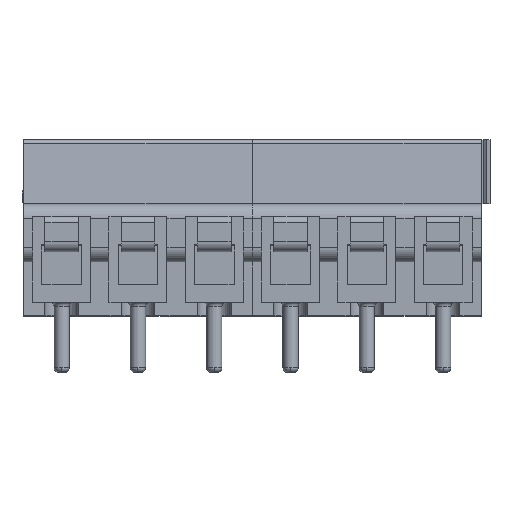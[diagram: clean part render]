
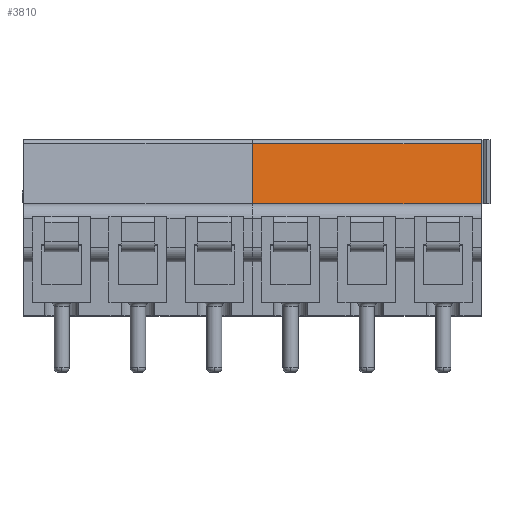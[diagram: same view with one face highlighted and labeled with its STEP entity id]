
A CAD part, top view. The second image highlights one B-rep face of the part: STEP entity #3810.
In plain terms, the highlighted planar face has unit normal (0, 0.122, 0.993).
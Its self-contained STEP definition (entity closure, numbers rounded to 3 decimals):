
#14 = VECTOR ( 'NONE', #5123, 1000. ) ;
#364 = LINE ( 'NONE', #6499, #6369 ) ;
#1400 = ORIENTED_EDGE ( 'NONE', *, *, #8746, .T. ) ;
#1418 = CARTESIAN_POINT ( 'NONE',  ( 15., 7.35, -0.75 ) ) ;
#1472 = DIRECTION ( 'NONE',  ( 0., -0.122, -0.993 ) ) ;
#2009 = LINE ( 'NONE', #6839, #5118 ) ;
#2136 = VERTEX_POINT ( 'NONE', #8235 ) ;
#2275 = PLANE ( 'NONE',  #6066 ) ;
#2405 = CARTESIAN_POINT ( 'NONE',  ( 15., 11.287, -1.233 ) ) ;
#3414 = DIRECTION ( 'NONE',  ( 0., 0.993, -0.122 ) ) ;
#3774 = VECTOR ( 'NONE', #3968, 1000. ) ;
#3810 = ADVANCED_FACE ( 'NONE', ( #6251 ), #2275, .F. ) ;
#3873 = EDGE_CURVE ( 'NONE', #3974, #7984, #364, .T. ) ;
#3903 = CARTESIAN_POINT ( 'NONE',  ( 0., 11.287, -1.233 ) ) ;
#3968 = DIRECTION ( 'NONE',  ( -1., 0., 0. ) ) ;
#3974 = VERTEX_POINT ( 'NONE', #2405 ) ;
#4316 = DIRECTION ( 'NONE',  ( 0., 0.993, -0.122 ) ) ;
#4492 = CARTESIAN_POINT ( 'NONE',  ( 0., 7.35, -0.75 ) ) ;
#4584 = EDGE_CURVE ( 'NONE', #3974, #2136, #7118, .T. ) ;
#4758 = ORIENTED_EDGE ( 'NONE', *, *, #3873, .F. ) ;
#5118 = VECTOR ( 'NONE', #3414, 1000. ) ;
#5123 = DIRECTION ( 'NONE',  ( 1., 0., 0. ) ) ;
#5171 = ORIENTED_EDGE ( 'NONE', *, *, #4584, .T. ) ;
#5794 = VERTEX_POINT ( 'NONE', #4492 ) ;
#6065 = LINE ( 'NONE', #8607, #14 ) ;
#6066 = AXIS2_PLACEMENT_3D ( 'NONE', #7819, #1472, #4316 ) ;
#6251 = FACE_OUTER_BOUND ( 'NONE', #7869, .T. ) ;
#6369 = VECTOR ( 'NONE', #7876, 1000. ) ;
#6499 = CARTESIAN_POINT ( 'NONE',  ( 15., 12.395, -1.369 ) ) ;
#6839 = CARTESIAN_POINT ( 'NONE',  ( 0., 11.55, -1.266 ) ) ;
#7118 = LINE ( 'NONE', #3903, #3774 ) ;
#7819 = CARTESIAN_POINT ( 'NONE',  ( 0., 11.55, -1.266 ) ) ;
#7869 = EDGE_LOOP ( 'NONE', ( #4758, #5171, #8451, #1400 ) ) ;
#7876 = DIRECTION ( 'NONE',  ( 0., -0.993, 0.122 ) ) ;
#7984 = VERTEX_POINT ( 'NONE', #1418 ) ;
#7989 = EDGE_CURVE ( 'NONE', #5794, #2136, #2009, .T. ) ;
#8235 = CARTESIAN_POINT ( 'NONE',  ( 0., 11.287, -1.233 ) ) ;
#8451 = ORIENTED_EDGE ( 'NONE', *, *, #7989, .F. ) ;
#8607 = CARTESIAN_POINT ( 'NONE',  ( 0., 7.35, -0.75 ) ) ;
#8746 = EDGE_CURVE ( 'NONE', #5794, #7984, #6065, .T. ) ;
